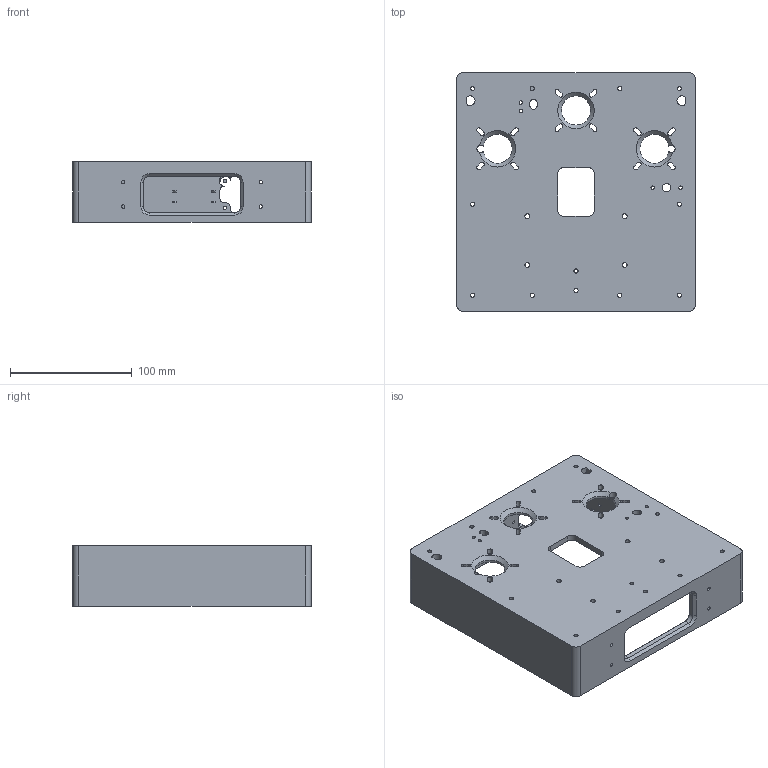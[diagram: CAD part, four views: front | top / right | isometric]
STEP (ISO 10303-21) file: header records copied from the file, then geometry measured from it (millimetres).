
FILE_DESCRIPTION(('FreeCAD Model'),'2;1');
FILE_NAME('Open CASCADE Shape Model','2023-05-15T11:16:56',('Author'),( ''),'Open CASCADE STEP processor 7.5','FreeCAD','Unknown');
FILE_SCHEMA(('AUTOMOTIVE_DESIGN { 1 0 10303 214 1 1 1 1 }'));
Length unit declared in the file: millimetre
Products named in the file (1): elec.room
Bounding box: 196 x 196 x 50 mm (x, y, z)
Volume: 415672.6 mm3; surface area: 145102 mm2
Topology: 1 solids, 1 shells, 419 faces, 1176 edges, 773 vertices
Faces by surface type: plane 220, cylinder 150, cone 37, torus 12
Full cylindrical faces by diameter (mm): 2.8 x12, 3.4 x12, 4 x4, 7 x1, 24 x1
Entity records: 32951 total; most frequent: CARTESIAN_POINT 10359, DIRECTION 3940, ORIENTED_EDGE 2348, PCURVE 2348, DEFINITIONAL_REPRESENTATION 2348, LINE 2103, VECTOR 2103, EDGE_CURVE 1174
